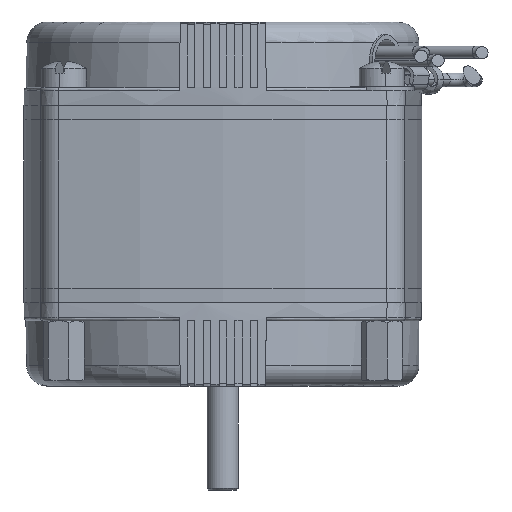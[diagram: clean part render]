
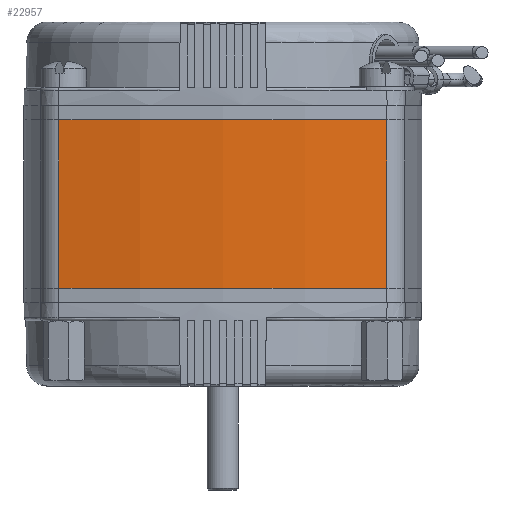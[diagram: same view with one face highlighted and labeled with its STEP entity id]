
A CAD part, front view. The second image highlights one B-rep face of the part: STEP entity #22957.
In plain terms, the highlighted cylindrical face has radius 122.885 mm (diameter 245.77 mm), a partial arc.
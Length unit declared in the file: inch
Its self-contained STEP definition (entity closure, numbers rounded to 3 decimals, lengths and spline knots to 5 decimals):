
#750 = AXIS2_PLACEMENT_3D ( 'NONE', #17663, #23210, #4998 ) ;
#4043 = VECTOR ( 'NONE', #23509, 39.37008 ) ;
#4179 = LINE ( 'NONE', #12060, #9008 ) ;
#4235 = EDGE_LOOP ( 'NONE', ( #17318, #17927, #17285, #17502 ) ) ;
#4647 = CYLINDRICAL_SURFACE ( 'NONE', #750, 4.838 ) ;
#4998 = DIRECTION ( 'NONE',  ( -1., 0., 0. ) ) ;
#5202 = FACE_OUTER_BOUND ( 'NONE', #4235, .T. ) ;
#5461 = DIRECTION ( 'NONE',  ( 0., 0., -1. ) ) ;
#6227 = VERTEX_POINT ( 'NONE', #14268 ) ;
#6262 = AXIS2_PLACEMENT_3D ( 'NONE', #16344, #5461, #18136 ) ;
#7105 = CARTESIAN_POINT ( 'NONE',  ( 0., 3.651, 0.08465 ) ) ;
#7942 = VERTEX_POINT ( 'NONE', #10360 ) ;
#8869 = LINE ( 'NONE', #21678, #4043 ) ;
#8942 = DIRECTION ( 'NONE',  ( 0., 1., 0. ) ) ;
#9008 = VECTOR ( 'NONE', #10378, 39.37008 ) ;
#9475 = AXIS2_PLACEMENT_3D ( 'NONE', #7105, #19817, #8942 ) ;
#10235 = CIRCLE ( 'NONE', #9475, 4.838 ) ;
#10360 = CARTESIAN_POINT ( 'NONE',  ( -0.97826, -1.08706, 1.08935 ) ) ;
#10378 = DIRECTION ( 'NONE',  ( 0., 0., -1. ) ) ;
#10533 = CIRCLE ( 'NONE', #6262, 4.838 ) ;
#11534 = CARTESIAN_POINT ( 'NONE',  ( 0.97826, -1.08706, 0.08465 ) ) ;
#12060 = CARTESIAN_POINT ( 'NONE',  ( 0.97826, -1.08706, 1.174 ) ) ;
#12871 = EDGE_CURVE ( 'NONE', #7942, #6227, #8869, .T. ) ;
#14268 = CARTESIAN_POINT ( 'NONE',  ( -0.97826, -1.08706, 0.08465 ) ) ;
#15336 = EDGE_CURVE ( 'NONE', #20592, #7942, #10533, .T. ) ;
#15801 = EDGE_CURVE ( 'NONE', #21375, #6227, #10235, .T. ) ;
#16344 = CARTESIAN_POINT ( 'NONE',  ( 0., 3.651, 1.08935 ) ) ;
#17285 = ORIENTED_EDGE ( 'NONE', *, *, #15336, .T. ) ;
#17318 = ORIENTED_EDGE ( 'NONE', *, *, #15801, .F. ) ;
#17502 = ORIENTED_EDGE ( 'NONE', *, *, #12871, .T. ) ;
#17525 = CARTESIAN_POINT ( 'NONE',  ( 0.97826, -1.08706, 1.08935 ) ) ;
#17663 = CARTESIAN_POINT ( 'NONE',  ( 0., 3.651, 1.174 ) ) ;
#17927 = ORIENTED_EDGE ( 'NONE', *, *, #18609, .F. ) ;
#18136 = DIRECTION ( 'NONE',  ( 0., 1., 0. ) ) ;
#18609 = EDGE_CURVE ( 'NONE', #20592, #21375, #4179, .T. ) ;
#19817 = DIRECTION ( 'NONE',  ( 0., 0., -1. ) ) ;
#20592 = VERTEX_POINT ( 'NONE', #17525 ) ;
#21375 = VERTEX_POINT ( 'NONE', #11534 ) ;
#21678 = CARTESIAN_POINT ( 'NONE',  ( -0.97826, -1.08706, 1.174 ) ) ;
#22957 = ADVANCED_FACE ( 'NONE', ( #5202 ), #4647, .T. ) ;
#23210 = DIRECTION ( 'NONE',  ( 0., 0., -1. ) ) ;
#23509 = DIRECTION ( 'NONE',  ( 0., 0., -1. ) ) ;
